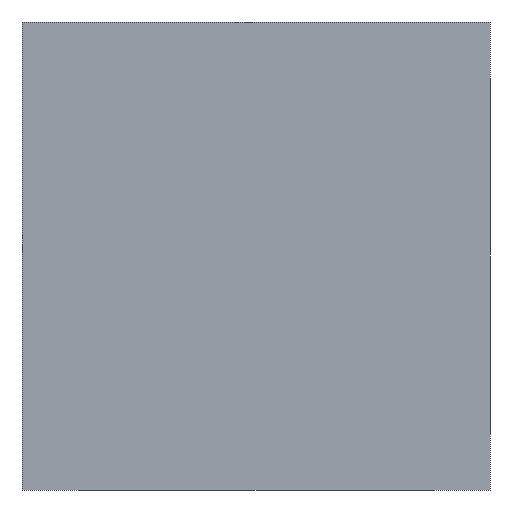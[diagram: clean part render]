
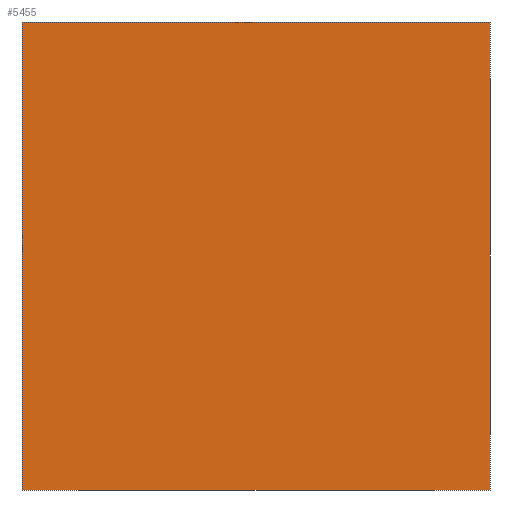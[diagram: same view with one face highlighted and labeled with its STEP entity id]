
A CAD part, front view. The second image highlights one B-rep face of the part: STEP entity #5455.
In plain terms, the highlighted planar face has unit normal (0, -1, 0).
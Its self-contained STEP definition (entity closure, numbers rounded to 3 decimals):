
#405=PLANE('',#5854);
#604=FACE_OUTER_BOUND('',#957,.T.);
#957=EDGE_LOOP('',(#3769,#3770,#3771,#3772));
#1326=LINE('',#7980,#1705);
#1328=LINE('',#7984,#1707);
#1330=LINE('',#7988,#1709);
#1332=LINE('',#7991,#1711);
#1705=VECTOR('',#6465,10.);
#1707=VECTOR('',#6469,10.);
#1709=VECTOR('',#6473,10.);
#1711=VECTOR('',#6477,10.);
#2362=VERTEX_POINT('',#7977);
#2363=VERTEX_POINT('',#7979);
#2364=VERTEX_POINT('',#7983);
#2365=VERTEX_POINT('',#7987);
#2880=EDGE_CURVE('',#2363,#2362,#1326,.T.);
#2882=EDGE_CURVE('',#2364,#2363,#1328,.T.);
#2884=EDGE_CURVE('',#2365,#2364,#1330,.T.);
#2886=EDGE_CURVE('',#2362,#2365,#1332,.T.);
#3769=ORIENTED_EDGE('',*,*,#2886,.T.);
#3770=ORIENTED_EDGE('',*,*,#2884,.T.);
#3771=ORIENTED_EDGE('',*,*,#2882,.T.);
#3772=ORIENTED_EDGE('',*,*,#2880,.T.);
#5455=ADVANCED_FACE('',(#604),#405,.T.);
#5854=AXIS2_PLACEMENT_3D('',#7992,#6478,#6479);
#6465=DIRECTION('',(0.,0.,-1.));
#6469=DIRECTION('',(-1.,0.,0.));
#6473=DIRECTION('',(0.,0.,1.));
#6477=DIRECTION('',(1.,0.,0.));
#6478=DIRECTION('center_axis',(0.,-1.,0.));
#6479=DIRECTION('ref_axis',(0.,0.,-1.));
#7977=CARTESIAN_POINT('',(-21.15,-42.,-21.15));
#7979=CARTESIAN_POINT('',(-21.15,-42.,21.15));
#7980=CARTESIAN_POINT('',(-21.15,-42.,21.15));
#7983=CARTESIAN_POINT('',(21.15,-42.,21.15));
#7984=CARTESIAN_POINT('',(21.15,-42.,21.15));
#7987=CARTESIAN_POINT('',(21.15,-42.,-21.15));
#7988=CARTESIAN_POINT('',(21.15,-42.,-21.15));
#7991=CARTESIAN_POINT('',(-21.15,-42.,-21.15));
#7992=CARTESIAN_POINT('Origin',(0.,-42.,0.));
